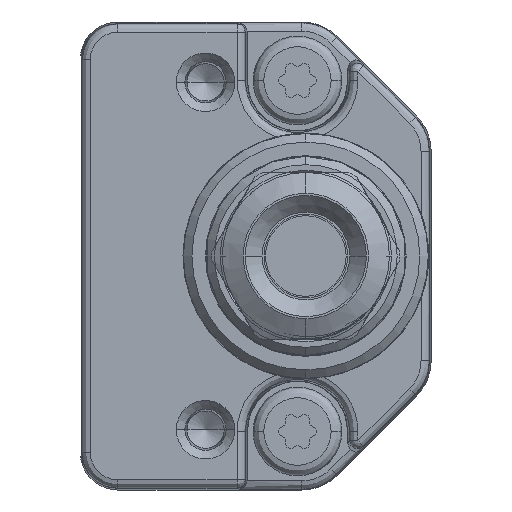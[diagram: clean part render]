
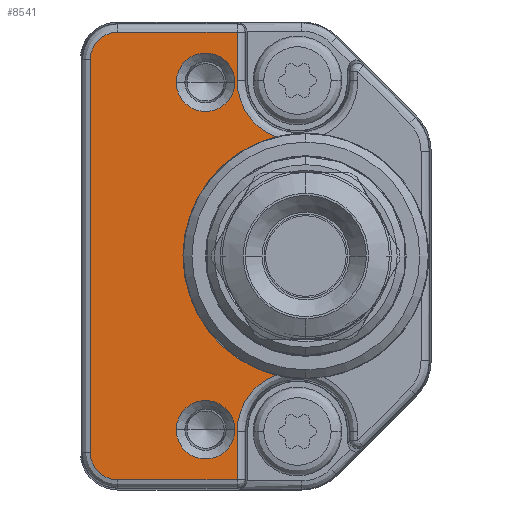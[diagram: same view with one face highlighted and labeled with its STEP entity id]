
A CAD part, left-side view. The second image highlights one B-rep face of the part: STEP entity #8541.
In plain terms, the highlighted planar face has unit normal (-1, 0, 0).
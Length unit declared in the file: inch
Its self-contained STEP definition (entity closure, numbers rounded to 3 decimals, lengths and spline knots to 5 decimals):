
#1416=DIRECTION('',(0.,0.,1.));
#1417=VECTOR('',#1416,0.11399);
#1418=CARTESIAN_POINT('',(-0.49213,0.45723,
-0.52737));
#1419=LINE('',#1418,#1417);
#1420=DIRECTION('',(0.,-1.,0.));
#1421=VECTOR('',#1420,0.28096);
#1422=CARTESIAN_POINT('',(-0.49213,0.73819,
-0.52737));
#1423=LINE('',#1422,#1421);
#1424=CARTESIAN_POINT('',(-0.49213,0.73819,
-0.4626));
#1425=DIRECTION('',(-1.,0.,0.));
#1426=DIRECTION('',(0.,1.,0.));
#1427=AXIS2_PLACEMENT_3D('',#1424,#1425,#1426);
#1429=DIRECTION('',(0.,0.,-1.));
#1430=VECTOR('',#1429,0.9252);
#1431=CARTESIAN_POINT('',(-0.49213,0.80296,
0.4626));
#1432=LINE('',#1431,#1430);
#1433=CARTESIAN_POINT('',(-0.49213,0.73819,
0.4626));
#1434=DIRECTION('',(-1.,0.,0.));
#1435=DIRECTION('',(0.,0.,1.));
#1436=AXIS2_PLACEMENT_3D('',#1433,#1434,#1435);
#1438=DIRECTION('',(0.,1.,0.));
#1439=VECTOR('',#1438,0.28096);
#1440=CARTESIAN_POINT('',(-0.49213,0.45723,
0.52737));
#1441=LINE('',#1440,#1439);
#1442=DIRECTION('',(0.,0.,1.));
#1443=VECTOR('',#1442,0.11399);
#1444=CARTESIAN_POINT('',(-0.49213,0.45723,
0.41339));
#1445=LINE('',#1444,#1443);
#1446=CARTESIAN_POINT('',(-0.49213,0.31496,
0.41339));
#1447=DIRECTION('',(1.,0.,0.));
#1448=DIRECTION('',(0.,0.359,-0.933));
#1449=AXIS2_PLACEMENT_3D('',#1446,#1447,#1448);
#1451=CARTESIAN_POINT('',(-0.49213,0.29528,0.));
#1452=DIRECTION('',(-1.,0.,0.));
#1453=DIRECTION('',(0.,0.244,0.97));
#1454=AXIS2_PLACEMENT_3D('',#1451,#1452,#1453);
#1456=CARTESIAN_POINT('',(-0.49213,0.31496,
-0.41339));
#1457=DIRECTION('',(1.,0.,0.));
#1458=DIRECTION('',(0.,1.,0.));
#1459=AXIS2_PLACEMENT_3D('',#1456,#1457,#1458);
#1461=CARTESIAN_POINT('',(-0.49213,0.5315,
-0.40915));
#1462=DIRECTION('',(1.,0.,0.));
#1463=DIRECTION('',(0.,-1.,0.));
#1464=AXIS2_PLACEMENT_3D('',#1461,#1462,#1463);
#1466=CARTESIAN_POINT('',(-0.49213,0.5315,
-0.40915));
#1467=DIRECTION('',(1.,0.,0.));
#1468=DIRECTION('',(0.,1.,0.));
#1469=AXIS2_PLACEMENT_3D('',#1466,#1467,#1468);
#1471=CARTESIAN_POINT('',(-0.49213,0.5315,
0.40915));
#1472=DIRECTION('',(1.,0.,0.));
#1473=DIRECTION('',(0.,-1.,0.));
#1474=AXIS2_PLACEMENT_3D('',#1471,#1472,#1473);
#1476=CARTESIAN_POINT('',(-0.49213,0.5315,
0.40915));
#1477=DIRECTION('',(1.,0.,0.));
#1478=DIRECTION('',(0.,1.,0.));
#1479=AXIS2_PLACEMENT_3D('',#1476,#1477,#1478);
#5939=CARTESIAN_POINT('',(-0.49213,0.80296,
-0.4626));
#5940=CARTESIAN_POINT('',(-0.49213,0.73819,
-0.52737));
#5941=VERTEX_POINT('',#5939);
#5942=VERTEX_POINT('',#5940);
#5947=CARTESIAN_POINT('',(-0.49213,0.80296,
0.4626));
#5948=VERTEX_POINT('',#5947);
#5951=CARTESIAN_POINT('',(-0.49213,0.73819,
0.52737));
#5952=VERTEX_POINT('',#5951);
#5979=CARTESIAN_POINT('',(-0.49213,0.45723,
-0.52737));
#5980=CARTESIAN_POINT('',(-0.49213,0.45723,
-0.41339));
#5981=VERTEX_POINT('',#5979);
#5982=VERTEX_POINT('',#5980);
#6004=CARTESIAN_POINT('',(-0.49213,0.366,
-0.28059));
#6005=VERTEX_POINT('',#6004);
#6020=CARTESIAN_POINT('',(-0.49213,0.45723,
0.41339));
#6021=CARTESIAN_POINT('',(-0.49213,0.45723,
0.52737));
#6022=VERTEX_POINT('',#6020);
#6023=VERTEX_POINT('',#6021);
#6044=CARTESIAN_POINT('',(-0.49213,0.366,
0.28059));
#6045=VERTEX_POINT('',#6044);
#6088=CARTESIAN_POINT('',(-0.49213,0.4626,
-0.40915));
#6089=CARTESIAN_POINT('',(-0.49213,0.60039,
-0.40915));
#6090=VERTEX_POINT('',#6088);
#6091=VERTEX_POINT('',#6089);
#6096=CARTESIAN_POINT('',(-0.49213,0.4626,
0.40915));
#6097=CARTESIAN_POINT('',(-0.49213,0.60039,
0.40915));
#6098=VERTEX_POINT('',#6096);
#6099=VERTEX_POINT('',#6097);
#8503=CARTESIAN_POINT('',(-0.49213,0.,0.));
#8504=DIRECTION('',(-1.,0.,0.));
#8505=DIRECTION('',(0.,0.,1.));
#8506=AXIS2_PLACEMENT_3D('',#8503,#8504,#8505);
#8507=PLANE('',#8506);
#8509=ORIENTED_EDGE('',*,*,#8508,.F.);
#8511=ORIENTED_EDGE('',*,*,#8510,.F.);
#8513=ORIENTED_EDGE('',*,*,#8512,.F.);
#8514=ORIENTED_EDGE('',*,*,#8493,.F.);
#8516=ORIENTED_EDGE('',*,*,#8515,.F.);
#8518=ORIENTED_EDGE('',*,*,#8517,.F.);
#8520=ORIENTED_EDGE('',*,*,#8519,.F.);
#8522=ORIENTED_EDGE('',*,*,#8521,.F.);
#8524=ORIENTED_EDGE('',*,*,#8523,.T.);
#8526=ORIENTED_EDGE('',*,*,#8525,.F.);
#8527=EDGE_LOOP('',(#8509,#8511,#8513,#8514,#8516,#8518,#8520,#8522,#8524,
#8526));
#8528=FACE_OUTER_BOUND('',#8527,.F.);
#8530=ORIENTED_EDGE('',*,*,#8529,.F.);
#8532=ORIENTED_EDGE('',*,*,#8531,.F.);
#8533=EDGE_LOOP('',(#8530,#8532));
#8534=FACE_BOUND('',#8533,.F.);
#8536=ORIENTED_EDGE('',*,*,#8535,.F.);
#8538=ORIENTED_EDGE('',*,*,#8537,.F.);
#8539=EDGE_LOOP('',(#8536,#8538));
#8540=FACE_BOUND('',#8539,.F.);
#8541=ADVANCED_FACE('',(#8528,#8534,#8540),#8507,.T.);
#1428=CIRCLE('',#1427,0.06477);
#1437=CIRCLE('',#1436,0.06477);
#1450=CIRCLE('',#1449,0.14227);
#1455=CIRCLE('',#1454,0.28937);
#1460=CIRCLE('',#1459,0.14227);
#1465=CIRCLE('',#1464,0.0689);
#1470=CIRCLE('',#1469,0.0689);
#1475=CIRCLE('',#1474,0.0689);
#1480=CIRCLE('',#1479,0.0689);
#8493=EDGE_CURVE('',#5948,#5941,#1432,.T.);
#8508=EDGE_CURVE('',#5981,#5982,#1419,.T.);
#8510=EDGE_CURVE('',#5942,#5981,#1423,.T.);
#8512=EDGE_CURVE('',#5941,#5942,#1428,.T.);
#8515=EDGE_CURVE('',#5952,#5948,#1437,.T.);
#8517=EDGE_CURVE('',#6023,#5952,#1441,.T.);
#8519=EDGE_CURVE('',#6022,#6023,#1445,.T.);
#8521=EDGE_CURVE('',#6045,#6022,#1450,.T.);
#8523=EDGE_CURVE('',#6045,#6005,#1455,.T.);
#8525=EDGE_CURVE('',#5982,#6005,#1460,.T.);
#8529=EDGE_CURVE('',#6090,#6091,#1465,.T.);
#8531=EDGE_CURVE('',#6091,#6090,#1470,.T.);
#8535=EDGE_CURVE('',#6098,#6099,#1475,.T.);
#8537=EDGE_CURVE('',#6099,#6098,#1480,.T.);
